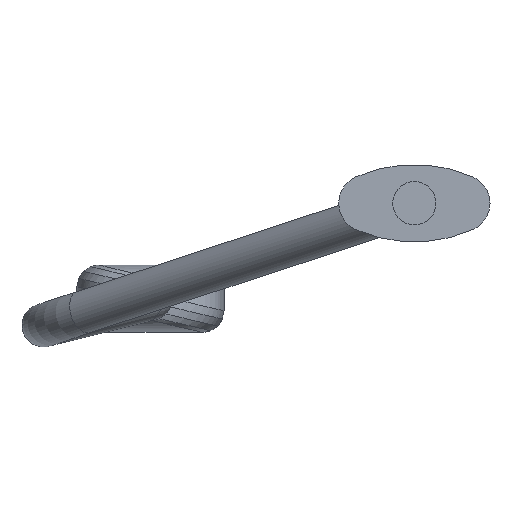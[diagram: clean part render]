
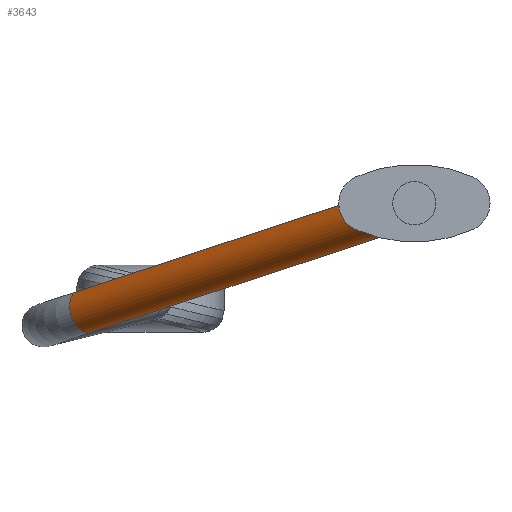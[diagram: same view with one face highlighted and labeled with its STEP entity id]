
A CAD part, left-side view. The second image highlights one B-rep face of the part: STEP entity #3643.
In plain terms, the highlighted cylindrical face has radius 30 mm (diameter 60 mm), a full revolution.
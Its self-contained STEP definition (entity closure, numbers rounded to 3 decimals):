
#3581 = TOROIDAL_SURFACE('',#3582,80.,30.);
#3582 = AXIS2_PLACEMENT_3D('',#3583,#3584,#3585);
#3583 = CARTESIAN_POINT('',(-2719.472,90.986,
    -25.023));
#3584 = DIRECTION('',(0.,0.313,0.95)
  );
#3585 = DIRECTION('',(0.608,0.754,-0.248));
#3600 = VERTEX_POINT('',#3601);
#3601 = CARTESIAN_POINT('',(-2648.537,48.243,
    19.053));
#3616 = EDGE_CURVE('',#3600,#3600,#3617,.T.);
#3617 = SURFACE_CURVE('',#3618,(#3623,#3630),.PCURVE_S2.);
#3618 = CIRCLE('',#3619,30.);
#3619 = AXIS2_PLACEMENT_3D('',#3620,#3621,#3622);
#3620 = CARTESIAN_POINT('',(-2655.984,44.753,
    -9.798));
#3621 = DIRECTION('',(0.608,0.754,-0.248));
#3622 = DIRECTION('',(0.248,0.116,0.962));
#3623 = PCURVE('',#3581,#3624);
#3624 = DEFINITIONAL_REPRESENTATION('',(#3625),#3629);
#3625 = LINE('',#3626,#3627);
#3626 = CARTESIAN_POINT('',(4.712,-5.031));
#3627 = VECTOR('',#3628,1.);
#3628 = DIRECTION('',(0.,-1.));
#3629 = ( GEOMETRIC_REPRESENTATION_CONTEXT(2) 
PARAMETRIC_REPRESENTATION_CONTEXT() REPRESENTATION_CONTEXT('2D SPACE',''
  ) );
#3630 = PCURVE('',#3631,#3636);
#3631 = CYLINDRICAL_SURFACE('',#3632,30.);
#3632 = AXIS2_PLACEMENT_3D('',#3633,#3634,#3635);
#3633 = CARTESIAN_POINT('',(-2655.984,44.753,
    -9.798));
#3634 = DIRECTION('',(0.608,0.754,-0.248));
#3635 = DIRECTION('',(0.248,0.116,0.962));
#3636 = DEFINITIONAL_REPRESENTATION('',(#3637),#3641);
#3637 = LINE('',#3638,#3639);
#3638 = CARTESIAN_POINT('',(0.,0.));
#3639 = VECTOR('',#3640,1.);
#3640 = DIRECTION('',(1.,0.));
#3641 = ( GEOMETRIC_REPRESENTATION_CONTEXT(2) 
PARAMETRIC_REPRESENTATION_CONTEXT() REPRESENTATION_CONTEXT('2D SPACE',''
  ) );
#3643 = ADVANCED_FACE('',(#3644),#3631,.T.);
#3644 = FACE_BOUND('',#3645,.T.);
#3645 = EDGE_LOOP('',(#3646,#3647,#3663,#3690));
#3646 = ORIENTED_EDGE('',*,*,#3616,.T.);
#3647 = ORIENTED_EDGE('',*,*,#3648,.T.);
#3648 = EDGE_CURVE('',#3600,#3649,#3651,.T.);
#3649 = VERTEX_POINT('',#3650);
#3650 = CARTESIAN_POINT('',(-2302.122,477.403,
    -122.278));
#3651 = SEAM_CURVE('',#3652,(#3656,#3656),.PCURVE_S2.);
#3652 = LINE('',#3653,#3654);
#3653 = CARTESIAN_POINT('',(-2648.537,48.243,
    19.053));
#3654 = VECTOR('',#3655,1.);
#3655 = DIRECTION('',(0.608,0.754,-0.248));
#3656 = PCURVE('',#3631,#3657);
#3657 = DEFINITIONAL_REPRESENTATION('',(#3658),#3662);
#3658 = LINE('',#3659,#3660);
#3659 = CARTESIAN_POINT('',(6.283,0.));
#3660 = VECTOR('',#3661,1.);
#3661 = DIRECTION('',(0.,1.));
#3662 = ( GEOMETRIC_REPRESENTATION_CONTEXT(2) 
PARAMETRIC_REPRESENTATION_CONTEXT() REPRESENTATION_CONTEXT('2D SPACE',''
  ) );
#3663 = ORIENTED_EDGE('',*,*,#3664,.F.);
#3664 = EDGE_CURVE('',#3649,#3649,#3665,.T.);
#3665 = SURFACE_CURVE('',#3666,(#3671,#3678),.PCURVE_S2.);
#3666 = CIRCLE('',#3667,30.);
#3667 = AXIS2_PLACEMENT_3D('',#3668,#3669,#3670);
#3668 = CARTESIAN_POINT('',(-2309.569,473.913,
    -151.128));
#3669 = DIRECTION('',(0.608,0.754,-0.248));
#3670 = DIRECTION('',(0.248,0.116,0.962));
#3671 = PCURVE('',#3631,#3672);
#3672 = DEFINITIONAL_REPRESENTATION('',(#3673),#3677);
#3673 = LINE('',#3674,#3675);
#3674 = CARTESIAN_POINT('',(0.,569.347));
#3675 = VECTOR('',#3676,1.);
#3676 = DIRECTION('',(1.,0.));
#3677 = ( GEOMETRIC_REPRESENTATION_CONTEXT(2) 
PARAMETRIC_REPRESENTATION_CONTEXT() REPRESENTATION_CONTEXT('2D SPACE',''
  ) );
#3678 = PCURVE('',#3679,#3684);
#3679 = TOROIDAL_SURFACE('',#3680,150.,30.);
#3680 = AXIS2_PLACEMENT_3D('',#3681,#3682,#3683);
#3681 = CARTESIAN_POINT('',(-2190.529,387.227,
    -122.581));
#3682 = DIRECTION('',(0.,-0.313,
    -0.95));
#3683 = DIRECTION('',(0.608,0.754,-0.248));
#3684 = DEFINITIONAL_REPRESENTATION('',(#3685),#3689);
#3685 = LINE('',#3686,#3687);
#3686 = CARTESIAN_POINT('',(4.712,-1.889));
#3687 = VECTOR('',#3688,1.);
#3688 = DIRECTION('',(0.,-1.));
#3689 = ( GEOMETRIC_REPRESENTATION_CONTEXT(2) 
PARAMETRIC_REPRESENTATION_CONTEXT() REPRESENTATION_CONTEXT('2D SPACE',''
  ) );
#3690 = ORIENTED_EDGE('',*,*,#3648,.F.);
